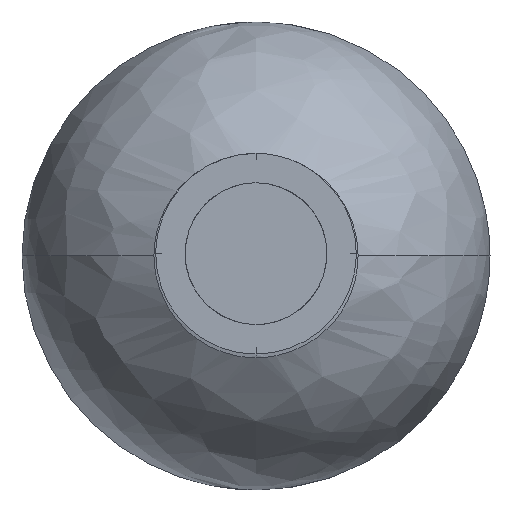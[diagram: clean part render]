
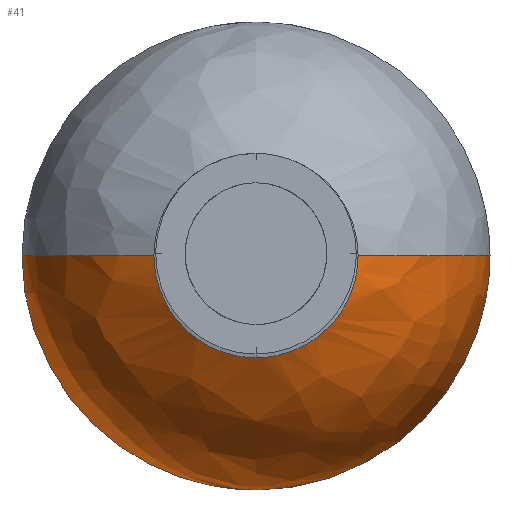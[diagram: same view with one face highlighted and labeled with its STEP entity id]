
A CAD part, top view. The second image highlights one B-rep face of the part: STEP entity #41.
In plain terms, the highlighted free-form (B-spline) face has degree [2, 2] with [5, 3] control points.
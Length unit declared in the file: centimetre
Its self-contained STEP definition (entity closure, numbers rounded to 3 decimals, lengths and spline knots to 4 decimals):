
#41=ADVANCED_FACE($,(#101),#721,.T.);
#101=FACE_OUTER_BOUND($,#163,.T.);
#163=EDGE_LOOP($,(#289,#290,#291,#292,#293,#294));
#289=ORIENTED_EDGE($,*,*,#522,.T.);
#290=ORIENTED_EDGE($,*,*,#507,.F.);
#291=ORIENTED_EDGE($,*,*,#523,.T.);
#292=ORIENTED_EDGE($,*,*,#521,.T.);
#293=ORIENTED_EDGE($,*,*,#519,.T.);
#294=ORIENTED_EDGE($,*,*,#520,.T.);
#507=EDGE_CURVE($,#632,#633,#811,.T.);
#519=EDGE_CURVE($,#640,#641,#823,.T.);
#520=EDGE_CURVE($,#641,#634,#824,.T.);
#521=EDGE_CURVE($,#642,#640,#825,.T.);
#522=EDGE_CURVE($,#634,#633,#770,.T.);
#523=EDGE_CURVE($,#632,#642,#826,.T.);
#632=VERTEX_POINT($,#1768);
#633=VERTEX_POINT($,#1769);
#634=VERTEX_POINT($,#1770);
#640=VERTEX_POINT($,#1776);
#641=VERTEX_POINT($,#1777);
#642=VERTEX_POINT($,#1778);
#721=(
BOUNDED_SURFACE()
B_SPLINE_SURFACE(2,2,((#1673,#1674,#1675),(#1676,#1677,#1678),(#1679,#1680,
#1681),(#1682,#1683,#1684),(#1685,#1686,#1687)),.UNSPECIFIED.,.F.,.F.,.F.)
B_SPLINE_SURFACE_WITH_KNOTS((3,2,3),(3,3),(257.2194,385.8291,
514.4388),(0.,264.4722),.UNSPECIFIED.)
GEOMETRIC_REPRESENTATION_ITEM()
RATIONAL_B_SPLINE_SURFACE(((1.,0.707,1.),(0.707,
0.5,0.707),(1.,0.707,1.),(0.707,0.5,
0.707),(1.,0.707,1.)))
REPRESENTATION_ITEM($)
SURFACE()
);
#770=B_SPLINE_CURVE_WITH_KNOTS($,3,(#1464,#1465,#1466,#1467,#1468,#1469,
#1470,#1471,#1472,#1473,#1474,#1475,#1476,#1477,#1478,#1479,#1480,#1481),
.UNSPECIFIED.,.F.,.F.,(4,2,2,2,2,2,2,2,4),(-239.9034,-209.9143,
-194.9169,-179.9197,-164.9385,-149.9707,
-134.9852,-127.4685,-119.9517),.UNSPECIFIED.);
#811=(
BOUNDED_CURVE()
B_SPLINE_CURVE(2,(#1417,#1418,#1419),.UNSPECIFIED.,.F.,.F.)
B_SPLINE_CURVE_WITH_KNOTS((3,3),(0.,119.9517),.UNSPECIFIED.)
CURVE()
GEOMETRIC_REPRESENTATION_ITEM()
RATIONAL_B_SPLINE_CURVE((1.,0.707,1.))
REPRESENTATION_ITEM($)
);
#823=(
BOUNDED_CURVE()
B_SPLINE_CURVE(2,(#1455,#1456,#1457),.UNSPECIFIED.,.F.,.F.)
B_SPLINE_CURVE_WITH_KNOTS((3,3),(0.,264.4722),.UNSPECIFIED.)
CURVE()
GEOMETRIC_REPRESENTATION_ITEM()
RATIONAL_B_SPLINE_CURVE((1.,0.707,1.))
REPRESENTATION_ITEM($)
);
#824=(
BOUNDED_CURVE()
B_SPLINE_CURVE(2,(#1458,#1459,#1460),.UNSPECIFIED.,.F.,.F.)
B_SPLINE_CURVE_WITH_KNOTS((3,3),(-514.4388,-423.9766),.UNSPECIFIED.)
CURVE()
GEOMETRIC_REPRESENTATION_ITEM()
RATIONAL_B_SPLINE_CURVE((1.,0.847,1.))
REPRESENTATION_ITEM($)
);
#825=(
BOUNDED_CURVE()
B_SPLINE_CURVE(2,(#1461,#1462,#1463),.UNSPECIFIED.,.F.,.F.)
B_SPLINE_CURVE_WITH_KNOTS((3,3),(-264.4722,0.),.UNSPECIFIED.)
CURVE()
GEOMETRIC_REPRESENTATION_ITEM()
RATIONAL_B_SPLINE_CURVE((1.,0.707,1.))
REPRESENTATION_ITEM($)
);
#826=(
BOUNDED_CURVE()
B_SPLINE_CURVE(2,(#1482,#1483,#1484),.UNSPECIFIED.,.F.,.F.)
B_SPLINE_CURVE_WITH_KNOTS((3,3),(-347.6816,-257.2194),.UNSPECIFIED.)
CURVE()
GEOMETRIC_REPRESENTATION_ITEM()
RATIONAL_B_SPLINE_CURVE((1.,0.847,1.))
REPRESENTATION_ITEM($)
);
#1417=CARTESIAN_POINT($,(-76.3636,0.,-839.0023));
#1418=CARTESIAN_POINT($,(-76.3636,-76.3636,-839.0023));
#1419=CARTESIAN_POINT($,(0.,-76.3636,-839.0023));
#1455=CARTESIAN_POINT($,(0.,-175.,-996.4621));
#1456=CARTESIAN_POINT($,(175.,-175.,-996.4621));
#1457=CARTESIAN_POINT($,(175.,0.,-996.4621));
#1458=CARTESIAN_POINT($,(175.,0.,-996.4621));
#1459=CARTESIAN_POINT($,(175.,0.,-886.8382));
#1460=CARTESIAN_POINT($,(76.3636,0.,-839.0023));
#1461=CARTESIAN_POINT($,(-175.,0.,-996.4621));
#1462=CARTESIAN_POINT($,(-175.,-175.,-996.4621));
#1463=CARTESIAN_POINT($,(0.,-175.,-996.4621));
#1464=CARTESIAN_POINT($,(76.3636,0.,-839.0023));
#1465=CARTESIAN_POINT($,(76.3636,-7.448,-839.0023));
#1466=CARTESIAN_POINT($,(75.2914,-15.087,-839.0033));
#1467=CARTESIAN_POINT($,(71.6941,-26.6032,-839.0029));
#1468=CARTESIAN_POINT($,(70.155,-30.4646,-839.0027));
#1469=CARTESIAN_POINT($,(66.3161,-38.11,-839.0039));
#1470=CARTESIAN_POINT($,(64.0006,-41.9173,-839.0024));
#1471=CARTESIAN_POINT($,(58.4335,-49.3822,-839.0024));
#1472=CARTESIAN_POINT($,(55.1764,-53.0456,-839.0024));
#1473=CARTESIAN_POINT($,(47.5105,-60.0082,-839.0024));
#1474=CARTESIAN_POINT($,(43.0816,-63.3286,-839.0028));
#1475=CARTESIAN_POINT($,(32.8104,-69.2089,-839.0021));
#1476=CARTESIAN_POINT($,(26.9096,-71.7792,-839.0018));
#1477=CARTESIAN_POINT($,(17.1922,-74.4803,-839.0027));
#1478=CARTESIAN_POINT($,(13.7893,-75.1881,-839.0023));
#1479=CARTESIAN_POINT($,(6.9291,-76.1274,-839.0023));
#1480=CARTESIAN_POINT($,(3.4698,-76.3636,-839.0023));
#1481=CARTESIAN_POINT($,(0.,-76.3636,-839.0023));
#1482=CARTESIAN_POINT($,(-76.3636,0.,-839.0023));
#1483=CARTESIAN_POINT($,(-175.,0.,-886.8382));
#1484=CARTESIAN_POINT($,(-175.,0.,-996.4621));
#1673=CARTESIAN_POINT($,(0.,-175.,-996.4621));
#1674=CARTESIAN_POINT($,(-175.,-175.,-996.4621));
#1675=CARTESIAN_POINT($,(-175.,0.,-996.4621));
#1676=CARTESIAN_POINT($,(0.,-175.,-996.4621));
#1677=CARTESIAN_POINT($,(-175.,-175.,-821.4621));
#1678=CARTESIAN_POINT($,(-175.,0.,-821.4621));
#1679=CARTESIAN_POINT($,(0.,-175.,-996.4621));
#1680=CARTESIAN_POINT($,(0.,-175.,-821.4621));
#1681=CARTESIAN_POINT($,(0.,0.,-821.4621));
#1682=CARTESIAN_POINT($,(0.,-175.,-996.4621));
#1683=CARTESIAN_POINT($,(175.,-175.,-821.4621));
#1684=CARTESIAN_POINT($,(175.,0.,-821.4621));
#1685=CARTESIAN_POINT($,(0.,-175.,-996.4621));
#1686=CARTESIAN_POINT($,(175.,-175.,-996.4621));
#1687=CARTESIAN_POINT($,(175.,0.,-996.4621));
#1768=CARTESIAN_POINT($,(-76.3636,0.,-839.0023));
#1769=CARTESIAN_POINT($,(0.,-76.3636,-839.0023));
#1770=CARTESIAN_POINT($,(76.3636,0.,-839.0023));
#1776=CARTESIAN_POINT($,(0.,-175.,-996.4621));
#1777=CARTESIAN_POINT($,(175.,0.,-996.4621));
#1778=CARTESIAN_POINT($,(-175.,0.,-996.4621));
